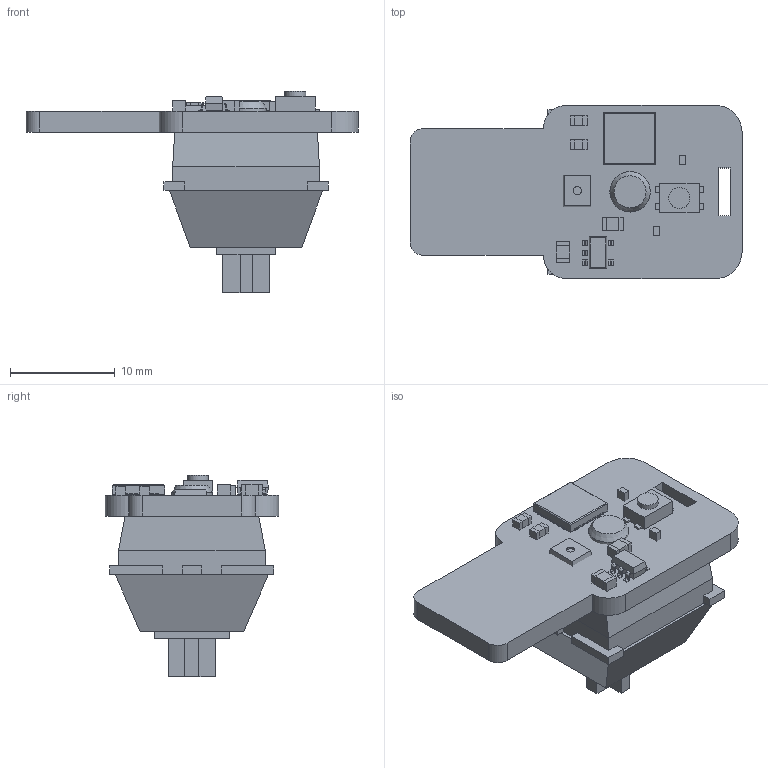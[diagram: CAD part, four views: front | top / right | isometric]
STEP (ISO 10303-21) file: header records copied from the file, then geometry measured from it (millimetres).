
FILE_DESCRIPTION(/* description */ (''),/* implementation_level */ '2;1');
FILE_NAME(/* name */ '5020 NeoKey Trinkey.step',/* time_stamp */ '2021-05-26T15:25:27-04:00',/* author */ (''),/* organization */ (''),/* preprocessor_version */ 'ST-DEVELOPER v18.1',/* originating_system */ 'Autodesk Translation Framework v10.9.0.1377',/* authorisation */ '');
FILE_SCHEMA (('AUTOMOTIVE_DESIGN { 1 0 10303 214 3 1 1 }'));
Length unit declared in the file: millimetre
Products named in the file (10): Adafruit NeoKey Trinkey; PCB Component; Board; 10uF; KMR2; ATSAMD21E; 1uF; AP2112K-3.3; WS2812B_SK6812E; MX
Assembly tree (11 placements, depth 3):
  Adafruit NeoKey Trinkey
    PCB Component
      Board
      10uF  x2
      KMR2
      ATSAMD21E
      1uF  x2
      AP2112K-3.3
      WS2812B_SK6812E
      MX
Bounding box: 31.62 x 16.51 x 19.2 mm (x, y, z)
Volume: 2941 mm3; surface area: 2534.5 mm2
Topology: 35 solids, 35 shells, 678 faces, 1672 edges, 1095 vertices
Faces by surface type: plane 595, cylinder 82, cone 1
Full cylindrical faces by diameter (mm): 0.394 x17, 0.8 x1, 1.27 x2, 2 x1, 2.4 x1, 3.85 x1, 3.9 x1
Entity records: 19730 total; most frequent: CARTESIAN_POINT 3318, ORIENTED_EDGE 3200, DIRECTION 3108, EDGE_CURVE 1600, LINE 1434, VECTOR 1434, VERTEX_POINT 1047, AXIS2_PLACEMENT_3D 837
